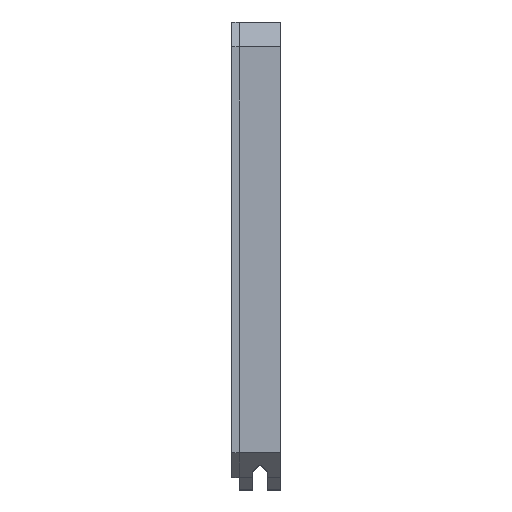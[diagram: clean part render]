
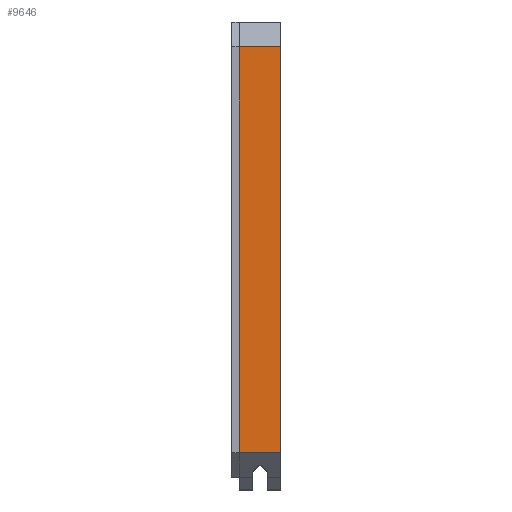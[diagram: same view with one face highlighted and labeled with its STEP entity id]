
A CAD part, left-side view. The second image highlights one B-rep face of the part: STEP entity #9646.
In plain terms, the highlighted planar face has unit normal (-1, 0, 0).
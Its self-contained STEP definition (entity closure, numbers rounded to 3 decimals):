
#720=FACE_OUTER_BOUND('',#1312,.T.);
#1312=EDGE_LOOP('',(#8680,#8681,#8682,#8683));
#2015=LINE('',#14105,#3305);
#2411=LINE('',#14898,#3701);
#2563=LINE('',#15192,#3853);
#2566=LINE('',#15198,#3856);
#3305=VECTOR('',#11594,10.);
#3701=VECTOR('',#12240,10.);
#3853=VECTOR('',#12492,10.);
#3856=VECTOR('',#12501,10.);
#4390=VERTEX_POINT('',#14102);
#4391=VERTEX_POINT('',#14104);
#4663=VERTEX_POINT('',#14897);
#4755=VERTEX_POINT('',#15190);
#5504=EDGE_CURVE('',#4391,#4390,#2015,.T.);
#5900=EDGE_CURVE('',#4391,#4663,#2411,.T.);
#6052=EDGE_CURVE('',#4755,#4390,#2563,.T.);
#6055=EDGE_CURVE('',#4663,#4755,#2566,.T.);
#8680=ORIENTED_EDGE('',*,*,#5900,.F.);
#8681=ORIENTED_EDGE('',*,*,#5504,.T.);
#8682=ORIENTED_EDGE('',*,*,#6052,.F.);
#8683=ORIENTED_EDGE('',*,*,#6055,.F.);
#9188=PLANE('',#10298);
#9646=ADVANCED_FACE('',(#720),#9188,.T.);
#10298=AXIS2_PLACEMENT_3D('',#15236,#12552,#12553);
#11594=DIRECTION('',(0.,0.,1.));
#12240=DIRECTION('',(0.,1.,0.));
#12492=DIRECTION('',(0.,-1.,0.));
#12501=DIRECTION('',(0.,0.,1.));
#12552=DIRECTION('center_axis',(-1.,0.,0.));
#12553=DIRECTION('ref_axis',(0.,-1.,0.));
#14102=CARTESIAN_POINT('',(-55.22,-74.4,16.5));
#14104=CARTESIAN_POINT('',(-55.22,-74.4,0.));
#14105=CARTESIAN_POINT('',(-55.22,-74.4,0.));
#14897=CARTESIAN_POINT('',(-55.22,88.542,0.));
#14898=CARTESIAN_POINT('',(-55.22,78.882,0.));
#15190=CARTESIAN_POINT('',(-55.22,88.542,16.5));
#15192=CARTESIAN_POINT('',(-55.22,88.542,16.5));
#15198=CARTESIAN_POINT('',(-55.22,88.542,14.5));
#15236=CARTESIAN_POINT('Origin',(-55.22,72.329,0.));
